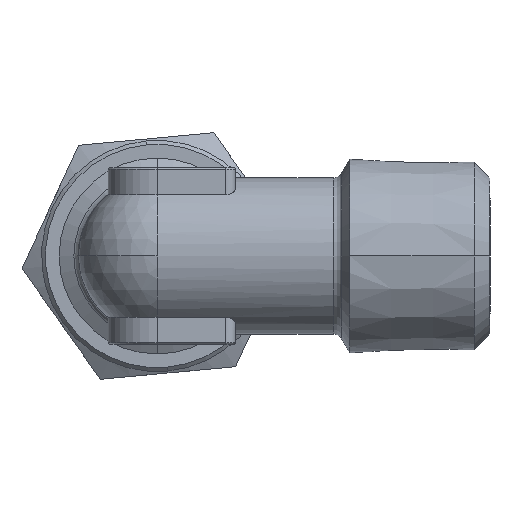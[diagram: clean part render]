
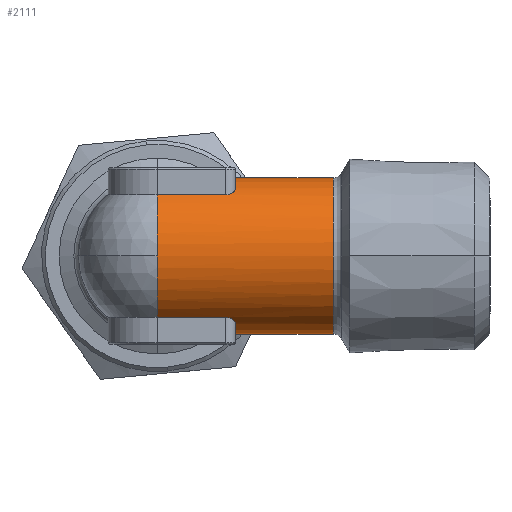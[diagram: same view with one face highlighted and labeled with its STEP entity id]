
A CAD part, left-side view. The second image highlights one B-rep face of the part: STEP entity #2111.
In plain terms, the highlighted cylindrical face has radius 4 mm (diameter 8 mm), a partial arc.
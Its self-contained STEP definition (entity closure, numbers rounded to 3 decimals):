
#105 = CARTESIAN_POINT ( 'NONE',  ( 0., -9., 0. ) ) ;
#106 = DIRECTION ( 'NONE',  ( 0., -1., 0. ) ) ;
#107 = DIRECTION ( 'NONE',  ( 0., 0., 1. ) ) ;
#180 = CARTESIAN_POINT ( 'NONE',  ( 0., 7.845, -4. ) ) ;
#181 = DIRECTION ( 'NONE',  ( 0., 1., 0. ) ) ;
#317 = CARTESIAN_POINT ( 'NONE',  ( 0., -4., 0. ) ) ;
#318 = DIRECTION ( 'NONE',  ( 0., 1., 0. ) ) ;
#319 = DIRECTION ( 'NONE',  ( -1., 0., 0. ) ) ;
#349 = CARTESIAN_POINT ( 'NONE',  ( 0., 0., 0. ) ) ;
#350 = DIRECTION ( 'NONE',  ( 0., -1., 0. ) ) ;
#351 = DIRECTION ( 'NONE',  ( 0., 0., 1. ) ) ;
#373 = CARTESIAN_POINT ( 'NONE',  ( 0., 7.845, 4. ) ) ;
#374 = DIRECTION ( 'NONE',  ( 0., 1., 0. ) ) ;
#403 = CARTESIAN_POINT ( 'NONE',  ( 0., 0., 0. ) ) ;
#404 = DIRECTION ( 'NONE',  ( 0., -1., 0. ) ) ;
#405 = DIRECTION ( 'NONE',  ( 0., 0., 1. ) ) ;
#409 = CARTESIAN_POINT ( 'NONE',  ( 0., -4., 0. ) ) ;
#410 = DIRECTION ( 'NONE',  ( 0., 1., 0. ) ) ;
#411 = DIRECTION ( 'NONE',  ( -1., 0., 0. ) ) ;
#433 = CARTESIAN_POINT ( 'NONE',  ( -2., -4., -3.464 ) ) ;
#434 = CARTESIAN_POINT ( 'NONE',  ( -2.125, -4., -3.392 ) ) ;
#435 = CARTESIAN_POINT ( 'NONE',  ( -2.246, -3.953, -3.312 ) ) ;
#436 = CARTESIAN_POINT ( 'NONE',  ( -2.386, -3.824, -3.211 ) ) ;
#437 = CARTESIAN_POINT ( 'NONE',  ( -2.426, -3.77, -3.18 ) ) ;
#438 = CARTESIAN_POINT ( 'NONE',  ( -2.483, -3.645, -3.136 ) ) ;
#439 = CARTESIAN_POINT ( 'NONE',  ( -2.5, -3.573, -3.122 ) ) ;
#440 = CARTESIAN_POINT ( 'NONE',  ( -2.5, -3.5, -3.122 ) ) ;
#441 = CARTESIAN_POINT ( 'NONE',  ( -2.5, 7.845, -3.122 ) ) ;
#442 = DIRECTION ( 'NONE',  ( 0., 1., 0. ) ) ;
#443 = CARTESIAN_POINT ( 'NONE',  ( -2.5, -3.5, 3.122 ) ) ;
#444 = CARTESIAN_POINT ( 'NONE',  ( -2.5, -3.573, 3.122 ) ) ;
#445 = CARTESIAN_POINT ( 'NONE',  ( -2.484, -3.644, 3.136 ) ) ;
#446 = CARTESIAN_POINT ( 'NONE',  ( -2.427, -3.769, 3.18 ) ) ;
#447 = CARTESIAN_POINT ( 'NONE',  ( -2.387, -3.823, 3.21 ) ) ;
#448 = CARTESIAN_POINT ( 'NONE',  ( -2.245, -3.954, 3.312 ) ) ;
#449 = CARTESIAN_POINT ( 'NONE',  ( -2.126, -4., 3.392 ) ) ;
#450 = CARTESIAN_POINT ( 'NONE',  ( -2., -4., 3.464 ) ) ;
#451 = CARTESIAN_POINT ( 'NONE',  ( -2.5, 7.845, 3.122 ) ) ;
#452 = DIRECTION ( 'NONE',  ( 0., -1., 0. ) ) ;
#789 = CARTESIAN_POINT ( 'NONE',  ( 0., 7.845, 0. ) ) ;
#790 = DIRECTION ( 'NONE',  ( 0., 1., 0. ) ) ;
#791 = DIRECTION ( 'NONE',  ( 0., 0., 1. ) ) ;
#1021 = CARTESIAN_POINT ( 'NONE',  ( -2.5, -3.5, -3.122 ) ) ;
#1024 = CARTESIAN_POINT ( 'NONE',  ( -2., -4., 3.464 ) ) ;
#1034 = CARTESIAN_POINT ( 'NONE',  ( -2., -4., -3.464 ) ) ;
#1061 = CARTESIAN_POINT ( 'NONE',  ( -2.5, -3.5, 3.122 ) ) ;
#1122 = CARTESIAN_POINT ( 'NONE',  ( -2.5, 0., -3.122 ) ) ;
#1123 = CARTESIAN_POINT ( 'NONE',  ( -2.5, 0., 3.122 ) ) ;
#1126 = CARTESIAN_POINT ( 'NONE',  ( -4., 0., 0. ) ) ;
#1134 = CARTESIAN_POINT ( 'NONE',  ( 0., -4., -4. ) ) ;
#1142 = CARTESIAN_POINT ( 'NONE',  ( 0., -9., 4. ) ) ;
#1143 = CARTESIAN_POINT ( 'NONE',  ( 0., -9., -4. ) ) ;
#1146 = CARTESIAN_POINT ( 'NONE',  ( 0., -4., 4. ) ) ;
#1324 = CIRCLE ( 'NONE', #1327, 4. ) ;
#1325 = CIRCLE ( 'NONE', #1339, 4. ) ;
#1327 = AXIS2_PLACEMENT_3D ( 'NONE', #317, #318, #319 ) ;
#1339 = AXIS2_PLACEMENT_3D ( 'NONE', #349, #350, #351 ) ;
#1350 = VECTOR ( 'NONE', #374, 1000. ) ;
#1354 = CIRCLE ( 'NONE', #1362, 4. ) ;
#1358 = CIRCLE ( 'NONE', #1359, 4. ) ;
#1359 = AXIS2_PLACEMENT_3D ( 'NONE', #403, #404, #405 ) ;
#1362 = AXIS2_PLACEMENT_3D ( 'NONE', #409, #410, #411 ) ;
#1367 = VECTOR ( 'NONE', #442, 1000. ) ;
#1369 = VECTOR ( 'NONE', #452, 1000. ) ;
#1440 = B_SPLINE_CURVE_WITH_KNOTS ( 'NONE', 3,
 ( #433, #434, #435, #436, #437, #438, #439, #440 ),
 .UNSPECIFIED., .F., .F.,
 ( 4, 2, 2, 4 ),
 ( 0.003, 0.003, 0.003, 0.003 ),
 .UNSPECIFIED. ) ;
#1443 = B_SPLINE_CURVE_WITH_KNOTS ( 'NONE', 3,
 ( #443, #444, #445, #446, #447, #448, #449, #450 ),
 .UNSPECIFIED., .F., .F.,
 ( 4, 2, 2, 4 ),
 ( 0., 0., 0., 0.001 ),
 .UNSPECIFIED. ) ;
#1518 = AXIS2_PLACEMENT_3D ( 'NONE', #789, #790, #791 ) ;
#1796 = ORIENTED_EDGE ( 'NONE', *, *, #1979, .T. ) ;
#1798 = ORIENTED_EDGE ( 'NONE', *, *, #1988, .F. ) ;
#1799 = ORIENTED_EDGE ( 'NONE', *, *, #1971, .T. ) ;
#1801 = ORIENTED_EDGE ( 'NONE', *, *, #1989, .F. ) ;
#1803 = ORIENTED_EDGE ( 'NONE', *, *, #1987, .F. ) ;
#1811 = ORIENTED_EDGE ( 'NONE', *, *, #1981, .F. ) ;
#1812 = ORIENTED_EDGE ( 'NONE', *, *, #1917, .F. ) ;
#1820 = ORIENTED_EDGE ( 'NONE', *, *, #1898, .F. ) ;
#1827 = ORIENTED_EDGE ( 'NONE', *, *, #1963, .T. ) ;
#1829 = ORIENTED_EDGE ( 'NONE', *, *, #1953, .F. ) ;
#1874 = ORIENTED_EDGE ( 'NONE', *, *, #1986, .F. ) ;
#1898 = EDGE_CURVE ( 'NONE', #3134, #3135, #2794, .T. ) ;
#1917 = EDGE_CURVE ( 'NONE', #3135, #3126, #2461, .T. ) ;
#1953 = EDGE_CURVE ( 'NONE', #3126, #2923, #1324, .T. ) ;
#1963 = EDGE_CURVE ( 'NONE', #3115, #3118, #1325, .T. ) ;
#1971 = EDGE_CURVE ( 'NONE', #3134, #3138, #2485, .T. ) ;
#1979 = EDGE_CURVE ( 'NONE', #3118, #3114, #1358, .T. ) ;
#1981 = EDGE_CURVE ( 'NONE', #2904, #3138, #1354, .T. ) ;
#1986 = EDGE_CURVE ( 'NONE', #2923, #2892, #1440, .T. ) ;
#1987 = EDGE_CURVE ( 'NONE', #2892, #3114, #2488, .T. ) ;
#1988 = EDGE_CURVE ( 'NONE', #2992, #2904, #1443, .T. ) ;
#1989 = EDGE_CURVE ( 'NONE', #3115, #2992, #2489, .T. ) ;
#2111 = ADVANCED_FACE ( 'NONE', ( #2598 ), #2599, .T. ) ;
#2283 = EDGE_LOOP ( 'NONE', ( #1812, #1820, #1799, #1811, #1798, #1801, #1827, #1796, #1803, #1874, #1829 ) ) ;
#2461 = LINE ( 'NONE', #180, #2841 ) ;
#2485 = LINE ( 'NONE', #373, #1350 ) ;
#2488 = LINE ( 'NONE', #441, #1367 ) ;
#2489 = LINE ( 'NONE', #451, #1369 ) ;
#2598 = FACE_OUTER_BOUND ( 'NONE', #2283, .T. ) ;
#2599 = CYLINDRICAL_SURFACE ( 'NONE', #1518, 4. ) ;
#2793 = AXIS2_PLACEMENT_3D ( 'NONE', #105, #106, #107 ) ;
#2794 = CIRCLE ( 'NONE', #2793, 4. ) ;
#2841 = VECTOR ( 'NONE', #181, 1000. ) ;
#2892 = VERTEX_POINT ( 'NONE', #1021 ) ;
#2904 = VERTEX_POINT ( 'NONE', #1024 ) ;
#2923 = VERTEX_POINT ( 'NONE', #1034 ) ;
#2992 = VERTEX_POINT ( 'NONE', #1061 ) ;
#3114 = VERTEX_POINT ( 'NONE', #1122 ) ;
#3115 = VERTEX_POINT ( 'NONE', #1123 ) ;
#3118 = VERTEX_POINT ( 'NONE', #1126 ) ;
#3126 = VERTEX_POINT ( 'NONE', #1134 ) ;
#3134 = VERTEX_POINT ( 'NONE', #1142 ) ;
#3135 = VERTEX_POINT ( 'NONE', #1143 ) ;
#3138 = VERTEX_POINT ( 'NONE', #1146 ) ;
